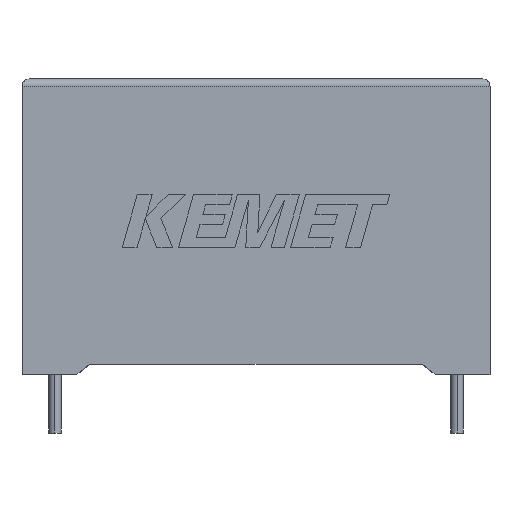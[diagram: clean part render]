
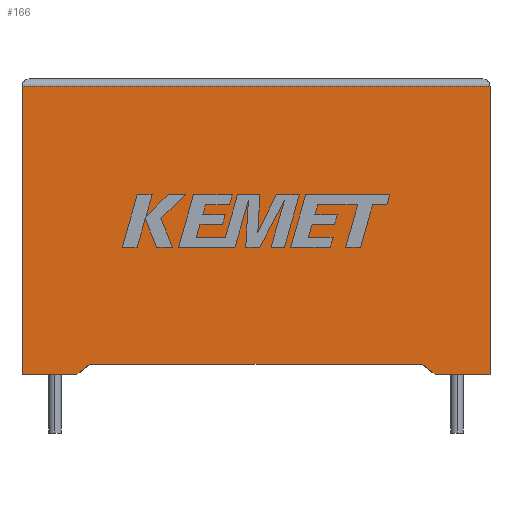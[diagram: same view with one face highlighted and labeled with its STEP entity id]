
A CAD part, top view. The second image highlights one B-rep face of the part: STEP entity #166.
In plain terms, the highlighted planar face has unit normal (0, 0, 1).
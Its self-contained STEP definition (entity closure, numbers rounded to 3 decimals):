
#98 = VERTEX_POINT ( 'NONE', #545 ) ;
#120 = FACE_OUTER_BOUND ( 'NONE', #883, .T. ) ;
#144 = ORIENTED_EDGE ( 'NONE', *, *, #1651, .F. ) ;
#166 = ADVANCED_FACE ( 'NONE', ( #120 ), #1516, .F. ) ;
#219 = CARTESIAN_POINT ( 'NONE',  ( 27.361, 0.696, 11.3 ) ) ;
#265 = DIRECTION ( 'NONE',  ( 0., 1., 0. ) ) ;
#274 = CARTESIAN_POINT ( 'NONE',  ( 0., 0., 11.3 ) ) ;
#303 = DIRECTION ( 'NONE',  ( -1., 0., 0. ) ) ;
#348 = CARTESIAN_POINT ( 'NONE',  ( 0., 0., 11.3 ) ) ;
#361 = ORIENTED_EDGE ( 'NONE', *, *, #2346, .T. ) ;
#375 = VECTOR ( 'NONE', #2789, 1000. ) ;
#392 = DIRECTION ( 'NONE',  ( 1., 0., 0. ) ) ;
#403 = CARTESIAN_POINT ( 'NONE',  ( 3.75, 0., 11.3 ) ) ;
#476 = EDGE_CURVE ( 'NONE', #98, #1842, #2252, .T. ) ;
#509 = CARTESIAN_POINT ( 'NONE',  ( 16., 0.696, 11.3 ) ) ;
#536 = LINE ( 'NONE', #509, #1071 ) ;
#545 = CARTESIAN_POINT ( 'NONE',  ( 4.639, 0.696, 11.3 ) ) ;
#701 = CARTESIAN_POINT ( 'NONE',  ( 0., 0., 11.3 ) ) ;
#702 = VERTEX_POINT ( 'NONE', #2513 ) ;
#759 = LINE ( 'NONE', #2112, #2249 ) ;
#817 = EDGE_CURVE ( 'NONE', #903, #702, #2673, .T. ) ;
#854 = VECTOR ( 'NONE', #974, 1000. ) ;
#865 = CARTESIAN_POINT ( 'NONE',  ( 0., 0., 11.3 ) ) ;
#880 = CARTESIAN_POINT ( 'NONE',  ( 28.25, 0., 11.3 ) ) ;
#883 = EDGE_LOOP ( 'NONE', ( #1524, #2120, #1286, #2668, #951, #144, #361, #1607 ) ) ;
#903 = VERTEX_POINT ( 'NONE', #1692 ) ;
#921 = EDGE_CURVE ( 'NONE', #1311, #1842, #1510, .T. ) ;
#951 = ORIENTED_EDGE ( 'NONE', *, *, #476, .F. ) ;
#974 = DIRECTION ( 'NONE',  ( -1., 0., 0. ) ) ;
#1030 = VERTEX_POINT ( 'NONE', #1329 ) ;
#1071 = VECTOR ( 'NONE', #1902, 1000. ) ;
#1104 = EDGE_CURVE ( 'NONE', #1426, #1030, #1722, .T. ) ;
#1126 = LINE ( 'NONE', #2824, #1355 ) ;
#1237 = CARTESIAN_POINT ( 'NONE',  ( 32., 0., 11.3 ) ) ;
#1286 = ORIENTED_EDGE ( 'NONE', *, *, #2407, .T. ) ;
#1311 = VERTEX_POINT ( 'NONE', #701 ) ;
#1329 = CARTESIAN_POINT ( 'NONE',  ( 32., 0., 11.3 ) ) ;
#1330 = VECTOR ( 'NONE', #1778, 1000. ) ;
#1355 = VECTOR ( 'NONE', #2802, 1000. ) ;
#1393 = LINE ( 'NONE', #1237, #1721 ) ;
#1426 = VERTEX_POINT ( 'NONE', #880 ) ;
#1510 = LINE ( 'NONE', #348, #1330 ) ;
#1516 = PLANE ( 'NONE',  #1839 ) ;
#1524 = ORIENTED_EDGE ( 'NONE', *, *, #2560, .T. ) ;
#1607 = ORIENTED_EDGE ( 'NONE', *, *, #1104, .T. ) ;
#1651 = EDGE_CURVE ( 'NONE', #2004, #98, #536, .T. ) ;
#1692 = CARTESIAN_POINT ( 'NONE',  ( 32., 19.7, 11.3 ) ) ;
#1721 = VECTOR ( 'NONE', #265, 1000. ) ;
#1722 = LINE ( 'NONE', #865, #2013 ) ;
#1743 = DIRECTION ( 'NONE',  ( 0., 0., -1. ) ) ;
#1778 = DIRECTION ( 'NONE',  ( 1., 0., 0. ) ) ;
#1839 = AXIS2_PLACEMENT_3D ( 'NONE', #274, #1743, #303 ) ;
#1842 = VERTEX_POINT ( 'NONE', #2992 ) ;
#1902 = DIRECTION ( 'NONE',  ( -1., 0., 0. ) ) ;
#2004 = VERTEX_POINT ( 'NONE', #219 ) ;
#2013 = VECTOR ( 'NONE', #392, 1000. ) ;
#2112 = CARTESIAN_POINT ( 'NONE',  ( 28.25, 0., 11.3 ) ) ;
#2120 = ORIENTED_EDGE ( 'NONE', *, *, #817, .T. ) ;
#2124 = DIRECTION ( 'NONE',  ( 0.787, -0.617, 0. ) ) ;
#2249 = VECTOR ( 'NONE', #2124, 1000. ) ;
#2252 = LINE ( 'NONE', #403, #375 ) ;
#2346 = EDGE_CURVE ( 'NONE', #2004, #1426, #759, .T. ) ;
#2407 = EDGE_CURVE ( 'NONE', #702, #1311, #1126, .T. ) ;
#2513 = CARTESIAN_POINT ( 'NONE',  ( 0., 19.7, 11.3 ) ) ;
#2560 = EDGE_CURVE ( 'NONE', #1030, #903, #1393, .T. ) ;
#2599 = CARTESIAN_POINT ( 'NONE',  ( 0., 19.7, 11.3 ) ) ;
#2668 = ORIENTED_EDGE ( 'NONE', *, *, #921, .T. ) ;
#2673 = LINE ( 'NONE', #2599, #854 ) ;
#2789 = DIRECTION ( 'NONE',  ( -0.787, -0.617, 0. ) ) ;
#2802 = DIRECTION ( 'NONE',  ( 0., -1., 0. ) ) ;
#2824 = CARTESIAN_POINT ( 'NONE',  ( 0., 0., 11.3 ) ) ;
#2992 = CARTESIAN_POINT ( 'NONE',  ( 3.75, 0., 11.3 ) ) ;
